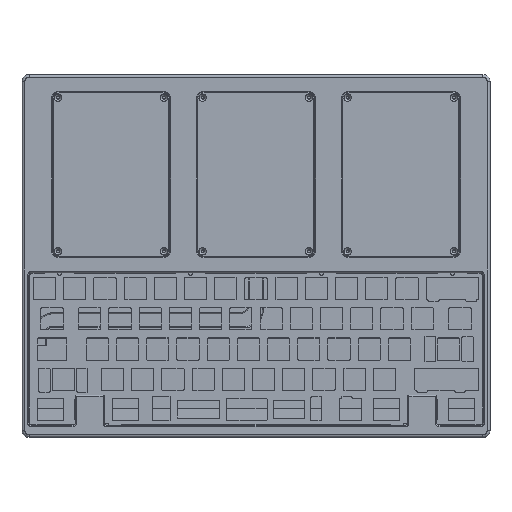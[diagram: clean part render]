
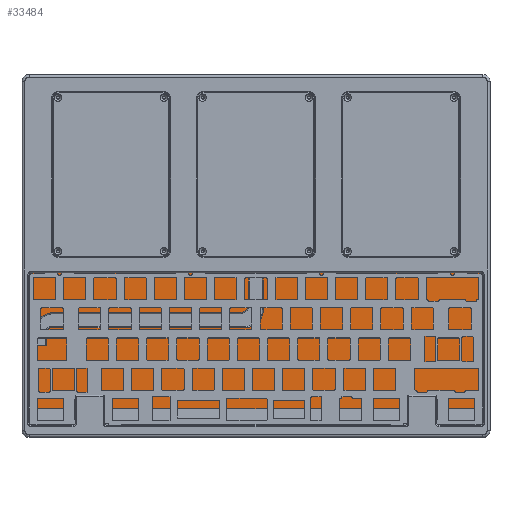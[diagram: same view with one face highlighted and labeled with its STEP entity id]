
A CAD part, top view. The second image highlights one B-rep face of the part: STEP entity #33484.
In plain terms, the highlighted planar face has unit normal (0, 0, 1).
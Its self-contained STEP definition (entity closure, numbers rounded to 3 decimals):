
#2958=FACE_OUTER_BOUND('',#5013,.T.);
#5013=EDGE_LOOP('',(#30087,#30088,#30089,#30090,#30091,#30092,#30093,#30094,
#30095,#30096,#30097,#30098,#30099,#30100,#30101,#30102,#30103,#30104,#30105));
#6455=CIRCLE('',#36653,1.6);
#6456=CIRCLE('',#36662,1.6);
#6457=CIRCLE('',#36667,11.257);
#6459=CIRCLE('',#36671,5.793);
#6463=CIRCLE('',#36683,11.257);
#6465=CIRCLE('',#36687,2.293);
#6467=CIRCLE('',#36690,12.793);
#9577=LINE('',#56265,#12868);
#9583=LINE('',#56282,#12874);
#9588=LINE('',#56293,#12879);
#9594=LINE('',#56306,#12885);
#9597=LINE('',#56317,#12888);
#9601=LINE('',#56329,#12892);
#9617=LINE('',#56362,#12908);
#9620=LINE('',#56373,#12911);
#9625=LINE('',#56391,#12916);
#9729=LINE('',#56663,#13020);
#9731=LINE('',#56667,#13022);
#9732=LINE('',#56669,#13023);
#12868=VECTOR('',#45906,10.);
#12874=VECTOR('',#45924,10.);
#12879=VECTOR('',#45935,10.);
#12885=VECTOR('',#45945,10.);
#12888=VECTOR('',#45956,10.);
#12892=VECTOR('',#45968,10.);
#12908=VECTOR('',#46000,10.);
#12911=VECTOR('',#46011,10.);
#12916=VECTOR('',#46030,10.);
#13020=VECTOR('',#46340,10.);
#13022=VECTOR('',#46346,10.);
#13023=VECTOR('',#46349,10.);
#15992=VERTEX_POINT('',#56255);
#15993=VERTEX_POINT('',#56257);
#15995=VERTEX_POINT('',#56263);
#15999=VERTEX_POINT('',#56279);
#16000=VERTEX_POINT('',#56281);
#16001=VERTEX_POINT('',#56285);
#16003=VERTEX_POINT('',#56291);
#16005=VERTEX_POINT('',#56299);
#16008=VERTEX_POINT('',#56304);
#16010=VERTEX_POINT('',#56309);
#16012=VERTEX_POINT('',#56315);
#16014=VERTEX_POINT('',#56321);
#16016=VERTEX_POINT('',#56327);
#16025=VERTEX_POINT('',#56360);
#16027=VERTEX_POINT('',#56365);
#16029=VERTEX_POINT('',#56371);
#16031=VERTEX_POINT('',#56377);
#16033=VERTEX_POINT('',#56383);
#16035=VERTEX_POINT('',#56389);
#20575=EDGE_CURVE('',#15992,#15993,#6455,.T.);
#20579=EDGE_CURVE('',#15995,#15992,#9577,.T.);
#20587=EDGE_CURVE('',#15999,#16000,#9583,.T.);
#20590=EDGE_CURVE('',#16001,#15999,#6456,.T.);
#20593=EDGE_CURVE('',#16003,#16001,#9588,.T.);
#20599=EDGE_CURVE('',#16008,#16005,#9594,.T.);
#20601=EDGE_CURVE('',#16010,#16008,#6457,.T.);
#20604=EDGE_CURVE('',#16012,#16010,#9597,.T.);
#20607=EDGE_CURVE('',#16014,#16012,#6459,.T.);
#20610=EDGE_CURVE('',#16016,#16014,#9601,.T.);
#20628=EDGE_CURVE('',#16025,#16003,#9617,.T.);
#20630=EDGE_CURVE('',#16027,#16025,#6463,.T.);
#20633=EDGE_CURVE('',#16029,#16027,#9620,.T.);
#20636=EDGE_CURVE('',#16031,#16029,#6465,.T.);
#20639=EDGE_CURVE('',#16033,#16031,#6467,.T.);
#20642=EDGE_CURVE('',#16035,#16033,#9625,.T.);
#20779=EDGE_CURVE('',#16035,#16005,#9729,.T.);
#20781=EDGE_CURVE('',#16000,#15995,#9731,.T.);
#20782=EDGE_CURVE('',#15993,#16016,#9732,.T.);
#30087=ORIENTED_EDGE('',*,*,#20610,.F.);
#30088=ORIENTED_EDGE('',*,*,#20782,.F.);
#30089=ORIENTED_EDGE('',*,*,#20575,.F.);
#30090=ORIENTED_EDGE('',*,*,#20579,.F.);
#30091=ORIENTED_EDGE('',*,*,#20781,.F.);
#30092=ORIENTED_EDGE('',*,*,#20587,.F.);
#30093=ORIENTED_EDGE('',*,*,#20590,.F.);
#30094=ORIENTED_EDGE('',*,*,#20593,.F.);
#30095=ORIENTED_EDGE('',*,*,#20628,.F.);
#30096=ORIENTED_EDGE('',*,*,#20630,.F.);
#30097=ORIENTED_EDGE('',*,*,#20633,.F.);
#30098=ORIENTED_EDGE('',*,*,#20636,.F.);
#30099=ORIENTED_EDGE('',*,*,#20639,.F.);
#30100=ORIENTED_EDGE('',*,*,#20642,.F.);
#30101=ORIENTED_EDGE('',*,*,#20779,.T.);
#30102=ORIENTED_EDGE('',*,*,#20599,.F.);
#30103=ORIENTED_EDGE('',*,*,#20601,.F.);
#30104=ORIENTED_EDGE('',*,*,#20604,.F.);
#30105=ORIENTED_EDGE('',*,*,#20607,.F.);
#31506=PLANE('',#36798);
#33484=ADVANCED_FACE('',(#2958),#31506,.F.);
#36653=AXIS2_PLACEMENT_3D('',#56258,#45899,#45900);
#36662=AXIS2_PLACEMENT_3D('',#56287,#45929,#45930);
#36667=AXIS2_PLACEMENT_3D('',#56311,#45949,#45950);
#36671=AXIS2_PLACEMENT_3D('',#56323,#45961,#45962);
#36683=AXIS2_PLACEMENT_3D('',#56367,#46004,#46005);
#36687=AXIS2_PLACEMENT_3D('',#56379,#46016,#46017);
#36690=AXIS2_PLACEMENT_3D('',#56385,#46023,#46024);
#36798=AXIS2_PLACEMENT_3D('',#56668,#46347,#46348);
#45899=DIRECTION('center_axis',(0.,0.,-1.));
#45900=DIRECTION('ref_axis',(-1.,0.,0.));
#45906=DIRECTION('',(0.,1.,0.));
#45924=DIRECTION('',(0.,-1.,0.));
#45929=DIRECTION('center_axis',(0.,0.,-1.));
#45930=DIRECTION('ref_axis',(0.,1.,0.));
#45935=DIRECTION('',(1.,0.,0.));
#45945=DIRECTION('',(0.,-1.,0.));
#45949=DIRECTION('center_axis',(0.,0.,1.));
#45950=DIRECTION('ref_axis',(0.,1.,0.));
#45956=DIRECTION('',(-1.,0.,0.));
#45961=DIRECTION('center_axis',(0.,0.,-1.));
#45962=DIRECTION('ref_axis',(0.,-1.,0.));
#45968=DIRECTION('',(0.,-1.,0.));
#46000=DIRECTION('',(0.,1.,0.));
#46004=DIRECTION('center_axis',(0.,0.,1.));
#46005=DIRECTION('ref_axis',(0.,-1.,0.));
#46011=DIRECTION('',(1.,0.,0.));
#46016=DIRECTION('center_axis',(0.,0.,-1.));
#46017=DIRECTION('ref_axis',(0.,1.,0.));
#46023=DIRECTION('center_axis',(0.,0.,-1.));
#46024=DIRECTION('ref_axis',(-0.971,0.238,0.));
#46030=DIRECTION('',(0.,1.,0.));
#46340=DIRECTION('',(-1.,0.,0.));
#46346=DIRECTION('',(-1.,0.,0.));
#46347=DIRECTION('center_axis',(0.,0.,-1.));
#46348=DIRECTION('ref_axis',(1.,0.,0.));
#46349=DIRECTION('',(1.,0.,0.));
#56255=CARTESIAN_POINT('',(-0.475,-1.125,-2.6));
#56257=CARTESIAN_POINT('',(1.125,0.475,-2.6));
#56258=CARTESIAN_POINT('Origin',(1.125,-1.125,-2.6));
#56263=CARTESIAN_POINT('',(-0.475,-85.328,-2.6));
#56265=CARTESIAN_POINT('',(-0.475,-1.125,-2.6));
#56279=CARTESIAN_POINT('',(286.225,-1.125,-2.6));
#56281=CARTESIAN_POINT('',(286.225,-85.328,-2.6));
#56282=CARTESIAN_POINT('',(286.225,-94.125,-2.6));
#56285=CARTESIAN_POINT('',(284.625,0.475,-2.6));
#56287=CARTESIAN_POINT('Origin',(284.625,-1.125,-2.6));
#56291=CARTESIAN_POINT('',(147.582,0.475,-2.6));
#56293=CARTESIAN_POINT('',(284.625,0.475,-2.6));
#56299=CARTESIAN_POINT('',(3.826,-45.367,-2.6));
#56304=CARTESIAN_POINT('',(3.826,-35.917,-2.6));
#56306=CARTESIAN_POINT('',(3.826,-46.496,-2.6));
#56309=CARTESIAN_POINT('',(15.084,-24.66,-2.6));
#56311=CARTESIAN_POINT('Origin',(15.084,-35.917,-2.6));
#56315=CARTESIAN_POINT('',(132.375,-24.66,-2.6));
#56317=CARTESIAN_POINT('',(78.979,-24.66,-2.6));
#56321=CARTESIAN_POINT('',(138.168,-18.867,-2.6));
#56323=CARTESIAN_POINT('Origin',(132.375,-18.867,-2.6));
#56327=CARTESIAN_POINT('',(138.168,0.475,-2.6));
#56329=CARTESIAN_POINT('',(138.168,-33.246,-2.6));
#56360=CARTESIAN_POINT('',(147.582,-22.817,-2.6));
#56362=CARTESIAN_POINT('',(147.582,-23.575,-2.6));
#56365=CARTESIAN_POINT('',(136.325,-34.074,-2.6));
#56367=CARTESIAN_POINT('Origin',(136.325,-22.817,-2.6));
#56371=CARTESIAN_POINT('',(13.493,-34.074,-2.6));
#56373=CARTESIAN_POINT('',(139.6,-34.074,-2.6));
#56377=CARTESIAN_POINT('',(11.266,-35.821,-2.6));
#56379=CARTESIAN_POINT('Origin',(13.493,-36.367,-2.6));
#56383=CARTESIAN_POINT('',(10.898,-38.867,-2.6));
#56385=CARTESIAN_POINT('Origin',(23.691,-38.867,-2.6));
#56389=CARTESIAN_POINT('',(10.898,-45.367,-2.6));
#56391=CARTESIAN_POINT('',(10.898,-43.246,-2.6));
#56663=CARTESIAN_POINT('',(76.533,-45.367,-2.6));
#56667=CARTESIAN_POINT('',(142.875,-85.328,-2.6));
#56668=CARTESIAN_POINT('Origin',(142.875,-47.625,-2.6));
#56669=CARTESIAN_POINT('',(284.625,0.475,-2.6));
